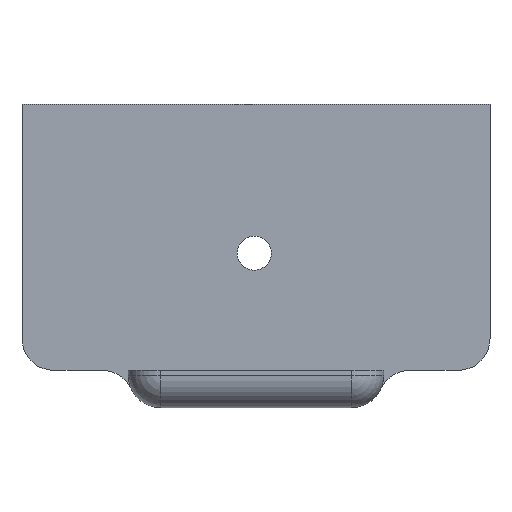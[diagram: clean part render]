
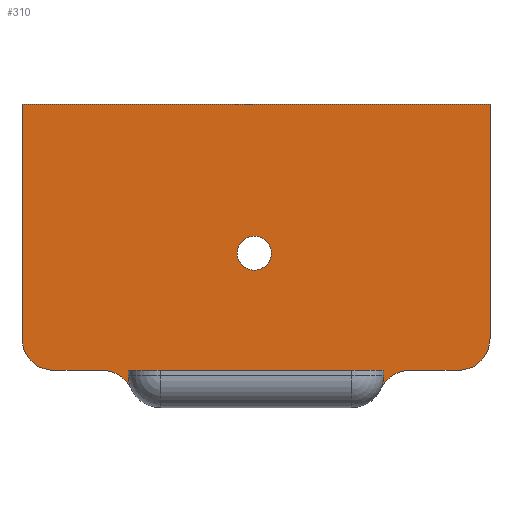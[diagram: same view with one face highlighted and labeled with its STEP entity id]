
A CAD part, front view. The second image highlights one B-rep face of the part: STEP entity #310.
In plain terms, the highlighted planar face has unit normal (0, -1, 0).
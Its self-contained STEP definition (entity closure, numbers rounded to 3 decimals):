
#173=CARTESIAN_POINT('Axis2P3D Location',(0.,0.,0.)) ;
#178=CARTESIAN_POINT('Line Origine',(34.,0.,-0.25)) ;
#182=CARTESIAN_POINT('Vertex',(34.,0.,-0.5)) ;
#184=CARTESIAN_POINT('Vertex',(34.,0.,0.)) ;
#187=CARTESIAN_POINT('Axis2P3D Location',(31.,0.,-0.5)) ;
#191=CARTESIAN_POINT('Vertex',(33.727,0.,-1.75)) ;
#194=CARTESIAN_POINT('Axis2P3D Location',(36.454,0.,-3.)) ;
#198=CARTESIAN_POINT('Vertex',(36.454,0.,0.)) ;
#201=CARTESIAN_POINT('Line Origine',(38.727,0.,0.)) ;
#205=CARTESIAN_POINT('Vertex',(41.,0.,0.)) ;
#208=CARTESIAN_POINT('Axis2P3D Location',(41.,0.,3.)) ;
#212=CARTESIAN_POINT('Vertex',(44.,0.,3.)) ;
#215=CARTESIAN_POINT('Line Origine',(44.,0.,14.)) ;
#219=CARTESIAN_POINT('Vertex',(44.,0.,25.)) ;
#222=CARTESIAN_POINT('Line Origine',(22.,0.,25.)) ;
#226=CARTESIAN_POINT('Vertex',(0.,0.,25.)) ;
#229=CARTESIAN_POINT('Line Origine',(0.,0.,14.)) ;
#233=CARTESIAN_POINT('Vertex',(0.,0.,3.)) ;
#236=CARTESIAN_POINT('Axis2P3D Location',(3.,0.,3.)) ;
#240=CARTESIAN_POINT('Vertex',(3.,0.,0.)) ;
#243=CARTESIAN_POINT('Line Origine',(5.273,0.,0.)) ;
#247=CARTESIAN_POINT('Vertex',(7.546,0.,0.)) ;
#250=CARTESIAN_POINT('Axis2P3D Location',(7.546,0.,-3.)) ;
#254=CARTESIAN_POINT('Vertex',(10.273,0.,-1.75)) ;
#257=CARTESIAN_POINT('Axis2P3D Location',(13.,0.,-0.5)) ;
#261=CARTESIAN_POINT('Vertex',(10.,0.,-0.5)) ;
#264=CARTESIAN_POINT('Line Origine',(10.,0.,-0.25)) ;
#268=CARTESIAN_POINT('Vertex',(10.,0.,0.)) ;
#271=CARTESIAN_POINT('Line Origine',(22.,0.,0.)) ;
#292=CARTESIAN_POINT('Axis2P3D Location',(21.839,0.,11.015)) ;
#296=CARTESIAN_POINT('Vertex',(23.439,0.,11.015)) ;
#298=CARTESIAN_POINT('Vertex',(20.239,0.,11.015)) ;
#301=CARTESIAN_POINT('Axis2P3D Location',(21.839,0.,11.015)) ;
#174=DIRECTION('Axis2P3D Direction',(0.,-1.,0.)) ;
#175=DIRECTION('Axis2P3D XDirection',(1.,0.,0.)) ;
#179=DIRECTION('Vector Direction',(0.,0.,1.)) ;
#188=DIRECTION('Axis2P3D Direction',(0.,-1.,0.)) ;
#195=DIRECTION('Axis2P3D Direction',(0.,-1.,0.)) ;
#202=DIRECTION('Vector Direction',(1.,0.,0.)) ;
#209=DIRECTION('Axis2P3D Direction',(0.,-1.,0.)) ;
#216=DIRECTION('Vector Direction',(0.,0.,1.)) ;
#223=DIRECTION('Vector Direction',(1.,0.,0.)) ;
#230=DIRECTION('Vector Direction',(0.,0.,1.)) ;
#237=DIRECTION('Axis2P3D Direction',(0.,-1.,0.)) ;
#244=DIRECTION('Vector Direction',(1.,0.,0.)) ;
#251=DIRECTION('Axis2P3D Direction',(0.,-1.,0.)) ;
#258=DIRECTION('Axis2P3D Direction',(0.,-1.,0.)) ;
#265=DIRECTION('Vector Direction',(0.,0.,-1.)) ;
#272=DIRECTION('Vector Direction',(1.,0.,0.)) ;
#293=DIRECTION('Axis2P3D Direction',(0.,-1.,0.)) ;
#302=DIRECTION('Axis2P3D Direction',(0.,-1.,0.)) ;
#176=AXIS2_PLACEMENT_3D('Plane Axis2P3D',#173,#174,#175) ;
#189=AXIS2_PLACEMENT_3D('Circle Axis2P3D',#187,#188,$) ;
#196=AXIS2_PLACEMENT_3D('Circle Axis2P3D',#194,#195,$) ;
#210=AXIS2_PLACEMENT_3D('Circle Axis2P3D',#208,#209,$) ;
#238=AXIS2_PLACEMENT_3D('Circle Axis2P3D',#236,#237,$) ;
#252=AXIS2_PLACEMENT_3D('Circle Axis2P3D',#250,#251,$) ;
#259=AXIS2_PLACEMENT_3D('Circle Axis2P3D',#257,#258,$) ;
#294=AXIS2_PLACEMENT_3D('Circle Axis2P3D',#292,#293,$) ;
#303=AXIS2_PLACEMENT_3D('Circle Axis2P3D',#301,#302,$) ;
#277=ORIENTED_EDGE('',*,*,#186,.F.) ;
#278=ORIENTED_EDGE('',*,*,#193,.F.) ;
#279=ORIENTED_EDGE('',*,*,#200,.T.) ;
#280=ORIENTED_EDGE('',*,*,#207,.T.) ;
#281=ORIENTED_EDGE('',*,*,#214,.F.) ;
#282=ORIENTED_EDGE('',*,*,#221,.T.) ;
#283=ORIENTED_EDGE('',*,*,#228,.F.) ;
#284=ORIENTED_EDGE('',*,*,#235,.F.) ;
#285=ORIENTED_EDGE('',*,*,#242,.F.) ;
#286=ORIENTED_EDGE('',*,*,#249,.T.) ;
#287=ORIENTED_EDGE('',*,*,#256,.T.) ;
#288=ORIENTED_EDGE('',*,*,#263,.F.) ;
#289=ORIENTED_EDGE('',*,*,#270,.F.) ;
#290=ORIENTED_EDGE('',*,*,#275,.T.) ;
#307=ORIENTED_EDGE('',*,*,#300,.F.) ;
#308=ORIENTED_EDGE('',*,*,#305,.F.) ;
#309=FACE_BOUND('',#306,.T.) ;
#180=VECTOR('Line Direction',#179,1.) ;
#203=VECTOR('Line Direction',#202,1.) ;
#217=VECTOR('Line Direction',#216,1.) ;
#224=VECTOR('Line Direction',#223,1.) ;
#231=VECTOR('Line Direction',#230,1.) ;
#245=VECTOR('Line Direction',#244,1.) ;
#266=VECTOR('Line Direction',#265,1.) ;
#273=VECTOR('Line Direction',#272,1.) ;
#310=ADVANCED_FACE('PartBody',(#291,#309),#177,.T.) ;
#190=CIRCLE('generated circle',#189,3.) ;
#197=CIRCLE('generated circle',#196,3.) ;
#211=CIRCLE('generated circle',#210,3.) ;
#239=CIRCLE('generated circle',#238,3.) ;
#253=CIRCLE('generated circle',#252,3.) ;
#260=CIRCLE('generated circle',#259,3.) ;
#295=CIRCLE('generated circle',#294,1.6) ;
#304=CIRCLE('generated circle',#303,1.6) ;
#186=EDGE_CURVE('',#183,#185,#181,.T.) ;
#193=EDGE_CURVE('',#192,#183,#190,.T.) ;
#200=EDGE_CURVE('',#192,#199,#197,.F.) ;
#207=EDGE_CURVE('',#199,#206,#204,.T.) ;
#214=EDGE_CURVE('',#213,#206,#211,.F.) ;
#221=EDGE_CURVE('',#213,#220,#218,.T.) ;
#228=EDGE_CURVE('',#227,#220,#225,.T.) ;
#235=EDGE_CURVE('',#234,#227,#232,.T.) ;
#242=EDGE_CURVE('',#241,#234,#239,.F.) ;
#249=EDGE_CURVE('',#241,#248,#246,.T.) ;
#256=EDGE_CURVE('',#248,#255,#253,.F.) ;
#263=EDGE_CURVE('',#262,#255,#260,.T.) ;
#270=EDGE_CURVE('',#269,#262,#267,.T.) ;
#275=EDGE_CURVE('',#269,#185,#274,.T.) ;
#300=EDGE_CURVE('',#297,#299,#295,.T.) ;
#305=EDGE_CURVE('',#299,#297,#304,.T.) ;
#276=EDGE_LOOP('',(#277,#278,#279,#280,#281,#282,#283,#284,#285,#286,#287,#288,#289,#290)) ;
#306=EDGE_LOOP('',(#307,#308)) ;
#291=FACE_OUTER_BOUND('',#276,.T.) ;
#181=LINE('Line',#178,#180) ;
#204=LINE('Line',#201,#203) ;
#218=LINE('Line',#215,#217) ;
#225=LINE('Line',#222,#224) ;
#232=LINE('Line',#229,#231) ;
#246=LINE('Line',#243,#245) ;
#267=LINE('Line',#264,#266) ;
#274=LINE('Line',#271,#273) ;
#177=PLANE('',#176) ;
#183=VERTEX_POINT('',#182) ;
#185=VERTEX_POINT('',#184) ;
#192=VERTEX_POINT('',#191) ;
#199=VERTEX_POINT('',#198) ;
#206=VERTEX_POINT('',#205) ;
#213=VERTEX_POINT('',#212) ;
#220=VERTEX_POINT('',#219) ;
#227=VERTEX_POINT('',#226) ;
#234=VERTEX_POINT('',#233) ;
#241=VERTEX_POINT('',#240) ;
#248=VERTEX_POINT('',#247) ;
#255=VERTEX_POINT('',#254) ;
#262=VERTEX_POINT('',#261) ;
#269=VERTEX_POINT('',#268) ;
#297=VERTEX_POINT('',#296) ;
#299=VERTEX_POINT('',#298) ;
